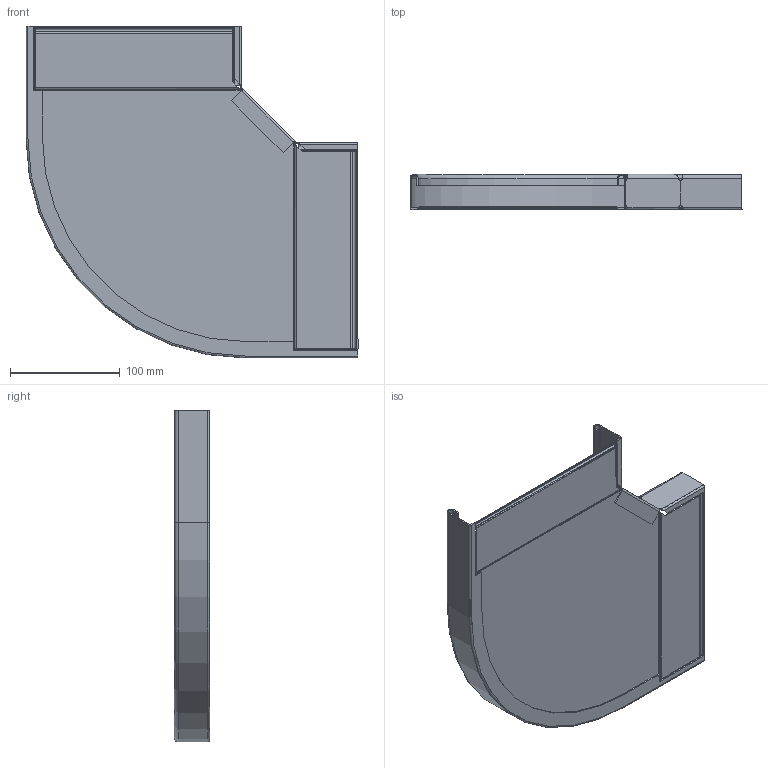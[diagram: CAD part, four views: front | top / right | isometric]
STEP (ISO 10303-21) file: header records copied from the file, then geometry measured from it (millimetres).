
FILE_DESCRIPTION (( 'STEP AP214' ), '1' );
FILE_NAME ('6036512.stp', '2024-10-21T07:24:55', ( '' ), ( '' ), 'SwSTEP 2.0', 'SolidWorks 2024', '' );
FILE_SCHEMA (( 'AUTOMOTIVE_DESIGN' ));
Length unit declared in the file: millimetre
Products named in the file (4): 6036512; 167655_35x90°; 167734_200; 181211_200
Assembly tree (3 placements, depth 2):
  6036512
    167734_200
    181211_200
    167655_35x90°
Bounding box: 302 x 32 x 302 mm (x, y, z)
Volume: 99994.4 mm3; surface area: 219463.3 mm2
Topology: 3 solids, 3 shells, 186 faces, 416 edges, 236 vertices
Faces by surface type: plane 112, cylinder 58, bspline 12, torus 4
Entity records: 5447 total; most frequent: CARTESIAN_POINT 1320, ORIENTED_EDGE 832, DIRECTION 822, EDGE_CURVE 416, AXIS2_PLACEMENT_3D 274, VECTOR 274, LINE 274, VERTEX_POINT 236
